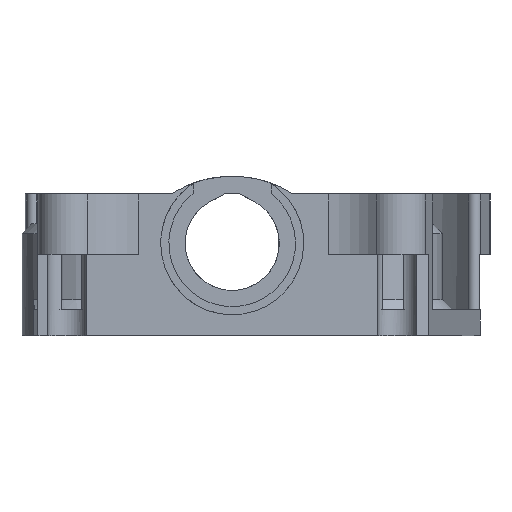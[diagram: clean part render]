
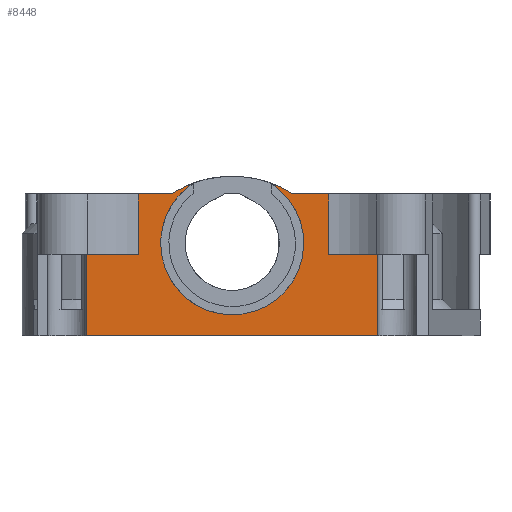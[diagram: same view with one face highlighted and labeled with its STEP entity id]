
A CAD part, front view. The second image highlights one B-rep face of the part: STEP entity #8448.
In plain terms, the highlighted planar face has unit normal (0, -1, 0).
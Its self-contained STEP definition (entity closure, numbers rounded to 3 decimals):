
#1056=PLANE('',#8767);
#1470=FACE_OUTER_BOUND('',#1956,.T.);
#1956=EDGE_LOOP('',(#7649,#7650,#7651,#7652,#7653,#7654,#7655,#7656,#7657,
#7658,#7659,#7660,#7661,#7662,#7663));
#2391=LINE('',#16123,#2931);
#2503=LINE('',#17612,#3043);
#2526=LINE('',#17827,#3066);
#2527=LINE('',#17834,#3067);
#2528=LINE('',#17836,#3068);
#2529=LINE('',#17838,#3069);
#2530=LINE('',#17839,#3070);
#2531=LINE('',#17841,#3071);
#2532=LINE('',#17843,#3072);
#2533=LINE('',#17844,#3073);
#2931=VECTOR('',#9414,10.);
#3043=VECTOR('',#9786,10.);
#3066=VECTOR('',#9855,10.);
#3067=VECTOR('',#9862,10.);
#3068=VECTOR('',#9863,10.);
#3069=VECTOR('',#9864,10.);
#3070=VECTOR('',#9865,10.);
#3071=VECTOR('',#9866,10.);
#3072=VECTOR('',#9867,10.);
#3073=VECTOR('',#9868,10.);
#3239=CIRCLE('',#8768,11.);
#3240=CIRCLE('',#8769,0.8);
#3241=CIRCLE('',#8770,11.);
#3242=CIRCLE('',#8771,16.455);
#3243=CIRCLE('',#8772,16.455);
#3882=VERTEX_POINT('',#16120);
#3883=VERTEX_POINT('',#16122);
#4070=VERTEX_POINT('',#17609);
#4071=VERTEX_POINT('',#17611);
#4084=VERTEX_POINT('',#17781);
#4087=VERTEX_POINT('',#17789);
#4100=VERTEX_POINT('',#17824);
#4101=VERTEX_POINT('',#17826);
#4102=VERTEX_POINT('',#17828);
#4103=VERTEX_POINT('',#17831);
#4104=VERTEX_POINT('',#17833);
#4105=VERTEX_POINT('',#17835);
#4106=VERTEX_POINT('',#17837);
#4107=VERTEX_POINT('',#17840);
#4108=VERTEX_POINT('',#17842);
#5025=EDGE_CURVE('',#3882,#3883,#2391,.T.);
#5293=EDGE_CURVE('',#4071,#4070,#2503,.T.);
#5335=EDGE_CURVE('',#4087,#4100,#3239,.T.);
#5336=EDGE_CURVE('',#4100,#4101,#2526,.T.);
#5337=EDGE_CURVE('',#4101,#4102,#3240,.T.);
#5338=EDGE_CURVE('',#4102,#4084,#3241,.T.);
#5339=EDGE_CURVE('',#4084,#4103,#3242,.T.);
#5340=EDGE_CURVE('',#4103,#4104,#2527,.T.);
#5341=EDGE_CURVE('',#4105,#4104,#2528,.T.);
#5342=EDGE_CURVE('',#4105,#4106,#2529,.T.);
#5343=EDGE_CURVE('',#3883,#4106,#2530,.T.);
#5344=EDGE_CURVE('',#3882,#4107,#2531,.T.);
#5345=EDGE_CURVE('',#4107,#4108,#2532,.T.);
#5346=EDGE_CURVE('',#4108,#4071,#2533,.T.);
#5347=EDGE_CURVE('',#4070,#4087,#3243,.T.);
#7649=ORIENTED_EDGE('',*,*,#5335,.T.);
#7650=ORIENTED_EDGE('',*,*,#5336,.T.);
#7651=ORIENTED_EDGE('',*,*,#5337,.T.);
#7652=ORIENTED_EDGE('',*,*,#5338,.T.);
#7653=ORIENTED_EDGE('',*,*,#5339,.T.);
#7654=ORIENTED_EDGE('',*,*,#5340,.T.);
#7655=ORIENTED_EDGE('',*,*,#5341,.F.);
#7656=ORIENTED_EDGE('',*,*,#5342,.T.);
#7657=ORIENTED_EDGE('',*,*,#5343,.F.);
#7658=ORIENTED_EDGE('',*,*,#5025,.F.);
#7659=ORIENTED_EDGE('',*,*,#5344,.T.);
#7660=ORIENTED_EDGE('',*,*,#5345,.T.);
#7661=ORIENTED_EDGE('',*,*,#5346,.T.);
#7662=ORIENTED_EDGE('',*,*,#5293,.T.);
#7663=ORIENTED_EDGE('',*,*,#5347,.T.);
#8448=ADVANCED_FACE('',(#1470),#1056,.T.);
#8767=AXIS2_PLACEMENT_3D('',#17823,#9851,#9852);
#8768=AXIS2_PLACEMENT_3D('',#17825,#9853,#9854);
#8769=AXIS2_PLACEMENT_3D('',#17829,#9856,#9857);
#8770=AXIS2_PLACEMENT_3D('',#17830,#9858,#9859);
#8771=AXIS2_PLACEMENT_3D('',#17832,#9860,#9861);
#8772=AXIS2_PLACEMENT_3D('',#17845,#9869,#9870);
#9414=DIRECTION('',(-1.,0.,0.));
#9786=DIRECTION('',(-1.,0.,0.));
#9851=DIRECTION('center_axis',(0.,-1.,0.));
#9852=DIRECTION('ref_axis',(1.,0.,0.));
#9853=DIRECTION('center_axis',(0.,1.,0.));
#9854=DIRECTION('ref_axis',(-1.,0.,0.));
#9855=DIRECTION('',(0.,0.,1.));
#9856=DIRECTION('center_axis',(0.,1.,0.));
#9857=DIRECTION('ref_axis',(-1.,0.,0.));
#9858=DIRECTION('center_axis',(0.,1.,0.));
#9859=DIRECTION('ref_axis',(-1.,0.,0.));
#9860=DIRECTION('center_axis',(0.,-1.,0.));
#9861=DIRECTION('ref_axis',(0.,0.,1.));
#9862=DIRECTION('',(-1.,0.,0.));
#9863=DIRECTION('',(0.,0.,1.));
#9864=DIRECTION('',(-1.,0.,0.));
#9865=DIRECTION('',(0.,0.,1.));
#9866=DIRECTION('',(0.,0.,1.));
#9867=DIRECTION('',(-1.,0.,0.));
#9868=DIRECTION('',(0.,0.,1.));
#9869=DIRECTION('center_axis',(0.,-1.,0.));
#9870=DIRECTION('ref_axis',(0.549,0.,0.836));
#16120=CARTESIAN_POINT('',(22.4,-21.2,0.));
#16122=CARTESIAN_POINT('',(-22.4,-21.2,0.));
#16123=CARTESIAN_POINT('',(-5.377,-21.2,0.));
#17609=CARTESIAN_POINT('',(9.281,-21.2,21.8));
#17611=CARTESIAN_POINT('',(14.9,-21.2,21.8));
#17612=CARTESIAN_POINT('',(-2.599,-21.2,21.8));
#17781=CARTESIAN_POINT('',(-5.841,-21.2,23.521));
#17789=CARTESIAN_POINT('',(5.841,-21.2,23.521));
#17823=CARTESIAN_POINT('Origin',(-14.48,-21.2,0.));
#17824=CARTESIAN_POINT('',(-11.,-21.2,14.2));
#17825=CARTESIAN_POINT('Origin',(0.,-21.2,
14.2));
#17826=CARTESIAN_POINT('',(-11.,-21.2,15.));
#17827=CARTESIAN_POINT('',(-11.,-21.2,7.5));
#17828=CARTESIAN_POINT('',(-10.971,-21.2,14.999));
#17829=CARTESIAN_POINT('Origin',(-11.,-21.2,14.2));
#17830=CARTESIAN_POINT('Origin',(0.,-21.2,14.2));
#17831=CARTESIAN_POINT('',(-9.281,-21.2,21.8));
#17832=CARTESIAN_POINT('Origin',(-0.25,-21.2,8.045));
#17833=CARTESIAN_POINT('',(-14.48,-21.2,21.8));
#17834=CARTESIAN_POINT('',(-25.752,-21.2,21.8));
#17835=CARTESIAN_POINT('',(-14.48,-21.2,12.5));
#17836=CARTESIAN_POINT('',(-14.48,-21.2,0.));
#17837=CARTESIAN_POINT('',(-22.4,-21.2,12.5));
#17838=CARTESIAN_POINT('',(22.4,-21.2,12.5));
#17839=CARTESIAN_POINT('',(-22.4,-21.2,0.));
#17840=CARTESIAN_POINT('',(22.4,-21.2,12.5));
#17841=CARTESIAN_POINT('',(22.4,-21.2,0.));
#17842=CARTESIAN_POINT('',(14.9,-21.2,12.5));
#17843=CARTESIAN_POINT('',(22.4,-21.2,12.5));
#17844=CARTESIAN_POINT('',(14.9,-21.2,0.));
#17845=CARTESIAN_POINT('Origin',(0.25,-21.2,8.045));
